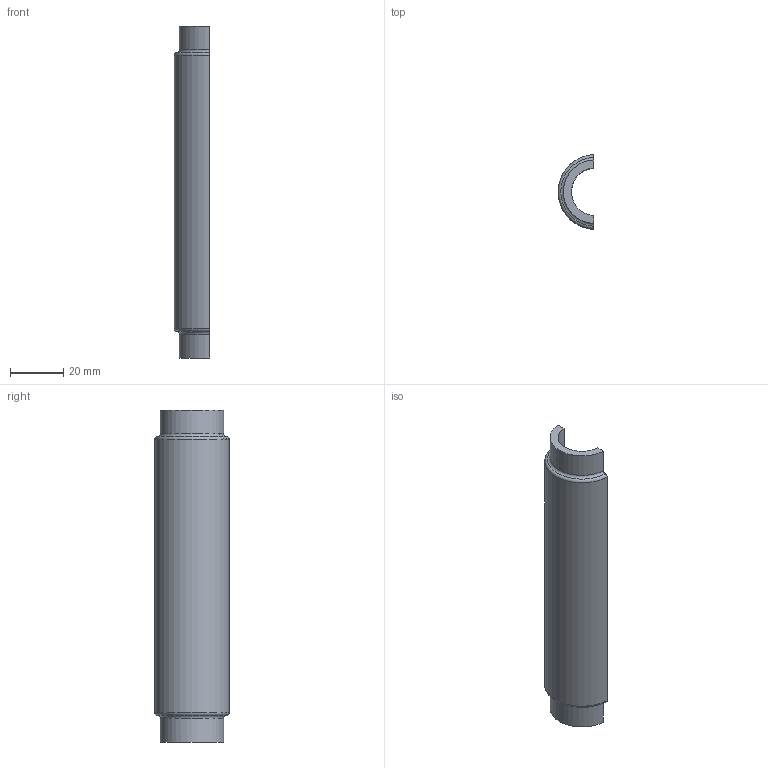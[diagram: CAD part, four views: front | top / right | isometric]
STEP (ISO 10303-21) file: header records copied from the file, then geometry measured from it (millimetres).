
FILE_DESCRIPTION(/* description */ (''),/* implementation_level */ '2;1');
FILE_NAME(/* name */ 'handle.stp',/* time_stamp */ '2024-06-29T23:08:49-07:00',/* author */ ('aaron'),/* organization */ (''),/* preprocessor_version */ 'ST-DEVELOPER v19.2',/* originating_system */ 'Autodesk Inventor 2023',/* authorisation */ '');
FILE_SCHEMA (('AUTOMOTIVE_DESIGN { 1 0 10303 214 3 1 1 }'));
Length unit declared in the file: millimetre
Products named in the file (1): handle
Bounding box: 13.45 x 27.98 x 125 mm (x, y, z)
Volume: 20300.6 mm3; surface area: 10084.8 mm2
Topology: 1 solids, 1 shells, 12 faces, 30 edges, 20 vertices
Faces by surface type: plane 4, cylinder 4, torus 4
Entity records: 484 total; most frequent: CARTESIAN_POINT 135, ORIENTED_EDGE 60, DIRECTION 58, EDGE_CURVE 30, AXIS2_PLACEMENT_3D 23, VERTEX_POINT 20, STYLED_ITEM 13, FACE_OUTER_BOUND 12
